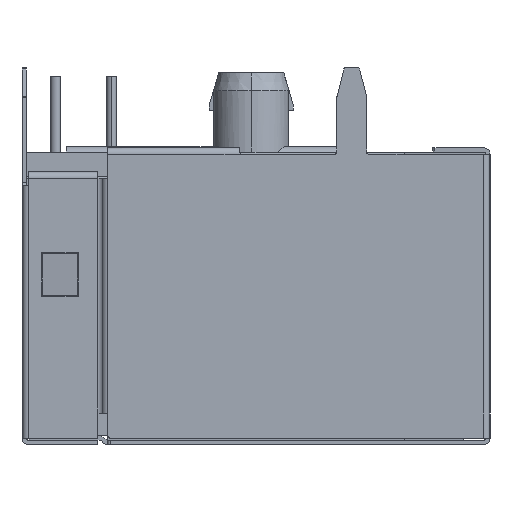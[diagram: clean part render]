
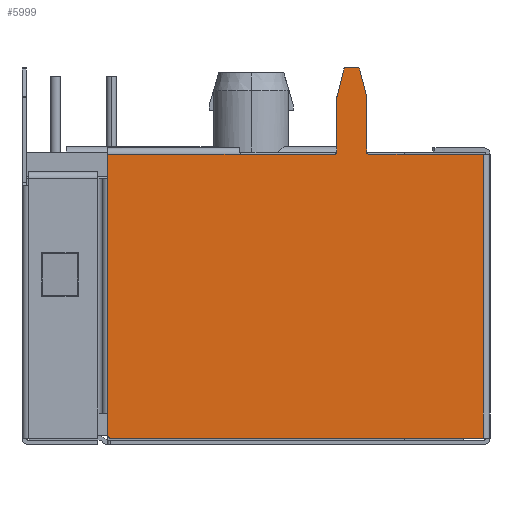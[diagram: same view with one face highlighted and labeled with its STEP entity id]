
A CAD part, left-side view. The second image highlights one B-rep face of the part: STEP entity #5999.
In plain terms, the highlighted planar face has unit normal (-1, 0, 0).
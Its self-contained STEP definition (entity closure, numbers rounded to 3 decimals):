
#5999=ADVANCED_FACE('',(#9270),#9271,.F.);
#9270=FACE_OUTER_BOUND('',#11642,.T.);
#9271=PLANE('',#11643);
#11642=EDGE_LOOP('',(#17306,#17307,#17308,#17309,#17310,#17311,#17312,#17313,#17314,#17315,#17316,#17317,#17318,#17319,#17320,#17321,#17322,#17323,#17324,#17325));
#11643=AXIS2_PLACEMENT_3D('',#17326,#17327,#17328);
#17306=ORIENTED_EDGE('',*,*,#26017,.F.);
#17307=ORIENTED_EDGE('',*,*,#26197,.T.);
#17308=ORIENTED_EDGE('',*,*,#26198,.F.);
#17309=ORIENTED_EDGE('',*,*,#26199,.T.);
#17310=ORIENTED_EDGE('',*,*,#26200,.T.);
#17311=ORIENTED_EDGE('',*,*,#26201,.T.);
#17312=ORIENTED_EDGE('',*,*,#25843,.F.);
#17313=ORIENTED_EDGE('',*,*,#26202,.T.);
#17314=ORIENTED_EDGE('',*,*,#25827,.F.);
#17315=ORIENTED_EDGE('',*,*,#26203,.T.);
#17316=ORIENTED_EDGE('',*,*,#25831,.F.);
#17317=ORIENTED_EDGE('',*,*,#26204,.T.);
#17318=ORIENTED_EDGE('',*,*,#25835,.F.);
#17319=ORIENTED_EDGE('',*,*,#26205,.T.);
#17320=ORIENTED_EDGE('',*,*,#25839,.F.);
#17321=ORIENTED_EDGE('',*,*,#26206,.T.);
#17322=ORIENTED_EDGE('',*,*,#26207,.T.);
#17323=ORIENTED_EDGE('',*,*,#26208,.T.);
#17324=ORIENTED_EDGE('',*,*,#26143,.F.);
#17325=ORIENTED_EDGE('',*,*,#26209,.F.);
#17326=CARTESIAN_POINT('',(-15.56,6.735,-6.45));
#17327=DIRECTION('',(1.0,0.,0.0));
#17328=DIRECTION('',(0.0,0.0,1.0));
#25827=EDGE_CURVE('',#28906,#28908,#28909,.T.);
#25831=EDGE_CURVE('',#28914,#28916,#28917,.T.);
#25835=EDGE_CURVE('',#28922,#28924,#28925,.T.);
#25839=EDGE_CURVE('',#28930,#28932,#28933,.T.);
#25843=EDGE_CURVE('',#28938,#28940,#28941,.T.);
#26017=EDGE_CURVE('',#29260,#29262,#29263,.T.);
#26143=EDGE_CURVE('',#29465,#29482,#29483,.T.);
#26197=EDGE_CURVE('',#29260,#29561,#29562,.F.);
#26198=EDGE_CURVE('',#29563,#29561,#29564,.T.);
#26199=EDGE_CURVE('',#29563,#29565,#29566,.T.);
#26200=EDGE_CURVE('',#29565,#29567,#29568,.T.);
#26201=EDGE_CURVE('',#29567,#28940,#29569,.T.);
#26202=EDGE_CURVE('',#28938,#28908,#29570,.F.);
#26203=EDGE_CURVE('',#28906,#28916,#29571,.F.);
#26204=EDGE_CURVE('',#28914,#28924,#29572,.F.);
#26205=EDGE_CURVE('',#28922,#28932,#29573,.F.);
#26206=EDGE_CURVE('',#28930,#29574,#29575,.T.);
#26207=EDGE_CURVE('',#29574,#29576,#29577,.T.);
#26208=EDGE_CURVE('',#29576,#29482,#29578,.T.);
#26209=EDGE_CURVE('',#29262,#29465,#29579,.T.);
#28906=VERTEX_POINT('',#33949);
#28908=VERTEX_POINT('',#33952);
#28909=LINE('',#33953,#33954);
#28914=VERTEX_POINT('',#33961);
#28916=VERTEX_POINT('',#33964);
#28917=LINE('',#33965,#33966);
#28922=VERTEX_POINT('',#33973);
#28924=VERTEX_POINT('',#33976);
#28925=LINE('',#33977,#33978);
#28930=VERTEX_POINT('',#33985);
#28932=VERTEX_POINT('',#33988);
#28933=LINE('',#33989,#33990);
#28938=VERTEX_POINT('',#33997);
#28940=VERTEX_POINT('',#34000);
#28941=LINE('',#34001,#34002);
#29260=VERTEX_POINT('',#34477);
#29262=VERTEX_POINT('',#34480);
#29263=LINE('',#34481,#34482);
#29465=VERTEX_POINT('',#34773);
#29482=VERTEX_POINT('',#34795);
#29483=LINE('',#34796,#34797);
#29561=VERTEX_POINT('',#34909);
#29562=CIRCLE('',#34910,0.1);
#29563=VERTEX_POINT('',#34911);
#29564=LINE('',#34912,#34913);
#29565=VERTEX_POINT('',#34914);
#29566=LINE('',#34915,#34916);
#29567=VERTEX_POINT('',#34917);
#29568=LINE('',#34918,#34919);
#29569=CIRCLE('',#34920,0.1);
#29570=CIRCLE('',#34921,0.1);
#29571=CIRCLE('',#34922,0.1);
#29572=CIRCLE('',#34923,0.1);
#29573=CIRCLE('',#34924,0.1);
#29574=VERTEX_POINT('',#34925);
#29575=CIRCLE('',#34926,0.1);
#29576=VERTEX_POINT('',#34927);
#29577=LINE('',#34928,#34929);
#29578=LINE('',#34930,#34931);
#29579=LINE('',#34932,#34933);
#33949=CARTESIAN_POINT('',(-15.56,-4.711,10.324));
#33952=CARTESIAN_POINT('',(-15.56,-5.027,9.062));
#33953=CARTESIAN_POINT('',(-15.56,-4.693,10.4));
#33954=VECTOR('',#41099,1000.0);
#33961=CARTESIAN_POINT('',(-15.56,-4.096,10.4));
#33964=CARTESIAN_POINT('',(-15.56,-4.614,10.4));
#33965=CARTESIAN_POINT('',(-15.56,-4.018,10.4));
#33966=VECTOR('',#41103,1000.0);
#33973=CARTESIAN_POINT('',(-15.56,-3.683,9.062));
#33976=CARTESIAN_POINT('',(-15.56,-3.999,10.324));
#33977=CARTESIAN_POINT('',(-15.56,-3.68,9.05));
#33978=VECTOR('',#41107,1000.0);
#33985=CARTESIAN_POINT('',(-15.56,-3.68,6.55));
#33988=CARTESIAN_POINT('',(-15.56,-3.68,9.038));
#33989=CARTESIAN_POINT('',(-15.56,-3.68,6.45));
#33990=VECTOR('',#41111,1000.0);
#33997=CARTESIAN_POINT('',(-15.56,-5.03,9.038));
#34000=CARTESIAN_POINT('',(-15.56,-5.03,6.55));
#34001=CARTESIAN_POINT('',(-15.56,-5.03,9.05));
#34002=VECTOR('',#41115,1000.0);
#34477=CARTESIAN_POINT('',(-15.56,6.735,-6.35));
#34480=CARTESIAN_POINT('',(-15.56,6.735,-5.35));
#34481=CARTESIAN_POINT('',(-15.56,6.735,-6.45));
#34482=VECTOR('',#41321,1000.0);
#34773=CARTESIAN_POINT('',(-15.56,6.735,5.35));
#34795=CARTESIAN_POINT('',(-15.56,6.735,6.45));
#34796=CARTESIAN_POINT('',(-15.56,6.735,-6.45));
#34797=VECTOR('',#41509,1000.0);
#34909=CARTESIAN_POINT('',(-15.56,6.635,-6.45));
#34910=AXIS2_PLACEMENT_3D('',#41601,#41602,#41603);
#34911=CARTESIAN_POINT('',(-15.56,-10.335,-6.45));
#34912=CARTESIAN_POINT('',(-15.56,6.735,-6.45));
#34913=VECTOR('',#41604,1000.0);
#34914=CARTESIAN_POINT('',(-15.56,-10.335,6.45));
#34915=CARTESIAN_POINT('',(-15.56,-10.335,-6.45));
#34916=VECTOR('',#41605,1000.0);
#34917=CARTESIAN_POINT('',(-15.56,-5.13,6.45));
#34918=CARTESIAN_POINT('',(-15.56,6.735,6.45));
#34919=VECTOR('',#41606,1000.0);
#34920=AXIS2_PLACEMENT_3D('',#41607,#41608,#41609);
#34921=AXIS2_PLACEMENT_3D('',#41610,#41611,#41612);
#34922=AXIS2_PLACEMENT_3D('',#41613,#41614,#41615);
#34923=AXIS2_PLACEMENT_3D('',#41616,#41617,#41618);
#34924=AXIS2_PLACEMENT_3D('',#41619,#41620,#41621);
#34925=CARTESIAN_POINT('',(-15.56,-3.58,6.45));
#34926=AXIS2_PLACEMENT_3D('',#41622,#41623,#41624);
#34927=CARTESIAN_POINT('',(-15.56,0.635,6.45));
#34928=CARTESIAN_POINT('',(-15.56,6.735,6.45));
#34929=VECTOR('',#41625,1000.0);
#34930=CARTESIAN_POINT('',(-15.56,0.735,6.45));
#34931=VECTOR('',#41626,1000.0);
#34932=CARTESIAN_POINT('',(-15.56,6.735,-6.45));
#34933=VECTOR('',#41627,1000.0);
#41099=DIRECTION('',(0.,-0.243,-0.97));
#41103=DIRECTION('',(0.,-1.0,0.0));
#41107=DIRECTION('',(0.,-0.243,0.97));
#41111=DIRECTION('',(0.,0.,1.0));
#41115=DIRECTION('',(0.,0.,-1.0));
#41321=DIRECTION('',(0.0,0.0,1.0));
#41509=DIRECTION('',(0.0,0.0,1.0));
#41601=CARTESIAN_POINT('',(-15.56,6.635,-6.35));
#41602=DIRECTION('',(1.0,0.,0.0));
#41603=DIRECTION('',(0.,1.0,0.0));
#41604=DIRECTION('',(0.,1.0,0.0));
#41605=DIRECTION('',(0.0,0.0,1.0));
#41606=DIRECTION('',(0.,1.0,0.0));
#41607=CARTESIAN_POINT('',(-15.56,-5.13,6.55));
#41608=DIRECTION('',(1.0,0.,0.0));
#41609=DIRECTION('',(0.,1.0,0.0));
#41610=CARTESIAN_POINT('',(-15.56,-4.93,9.038));
#41611=DIRECTION('',(1.0,0.,0.0));
#41612=DIRECTION('',(0.,1.0,0.0));
#41613=CARTESIAN_POINT('',(-15.56,-4.614,10.3));
#41614=DIRECTION('',(1.0,0.,0.0));
#41615=DIRECTION('',(0.,1.0,0.0));
#41616=CARTESIAN_POINT('',(-15.56,-4.096,10.3));
#41617=DIRECTION('',(1.0,0.,0.0));
#41618=DIRECTION('',(0.,1.0,0.0));
#41619=CARTESIAN_POINT('',(-15.56,-3.78,9.038));
#41620=DIRECTION('',(1.0,0.,0.0));
#41621=DIRECTION('',(0.,1.0,0.0));
#41622=CARTESIAN_POINT('',(-15.56,-3.58,6.55));
#41623=DIRECTION('',(1.0,0.,0.0));
#41624=DIRECTION('',(0.,1.0,0.0));
#41625=DIRECTION('',(0.,1.0,0.0));
#41626=DIRECTION('',(0.,1.0,0.));
#41627=DIRECTION('',(0.0,0.0,1.0));
